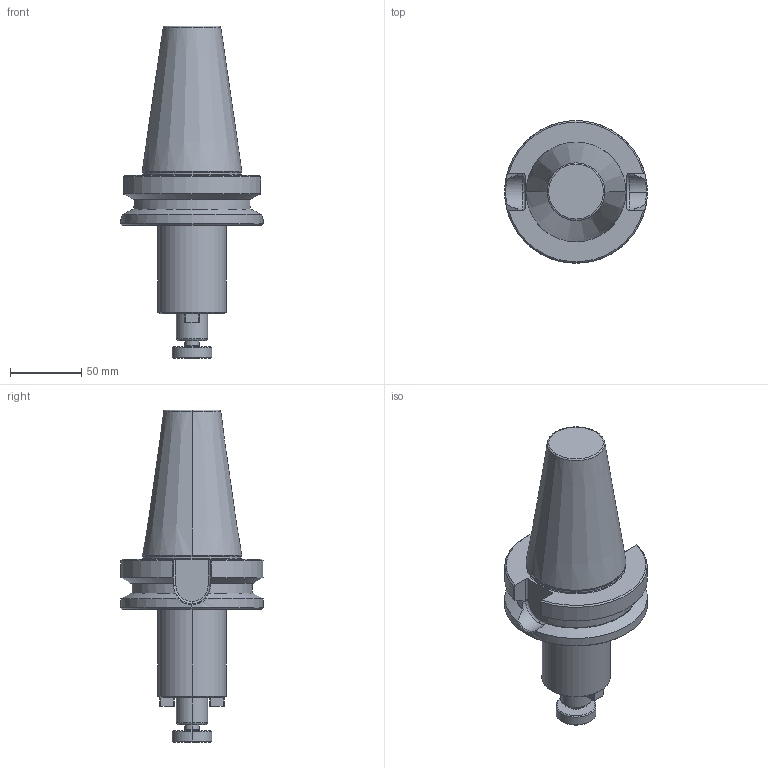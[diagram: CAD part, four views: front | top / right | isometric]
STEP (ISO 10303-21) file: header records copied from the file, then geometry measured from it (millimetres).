
FILE_DESCRIPTION (( 'STEP AP203' ), '1' );
FILE_NAME ('BT50 FMH22 100.STEP', '2018-05-28T09:28:00', ( '' ), ( '' ), 'SwSTEP 2.0', 'SolidWorks 2014', '' );
FILE_SCHEMA (( 'CONFIG_CONTROL_DESIGN' ));
Length unit declared in the file: millimetre
Products named in the file (1): BT50 FMH22 100
Bounding box: 100 x 100 x 232.8 mm (x, y, z)
Volume: 619644.1 mm3; surface area: 57562.6 mm2
Topology: 1 solids, 1 shells, 101 faces, 252 edges, 160 vertices
Faces by surface type: plane 47, cylinder 23, cone 20, torus 9, bspline 2
Entity records: 3793 total; most frequent: CARTESIAN_POINT 1312, ORIENTED_EDGE 504, DIRECTION 497, EDGE_CURVE 252, AXIS2_PLACEMENT_3D 180, VERTEX_POINT 160, VECTOR 137, LINE 137
